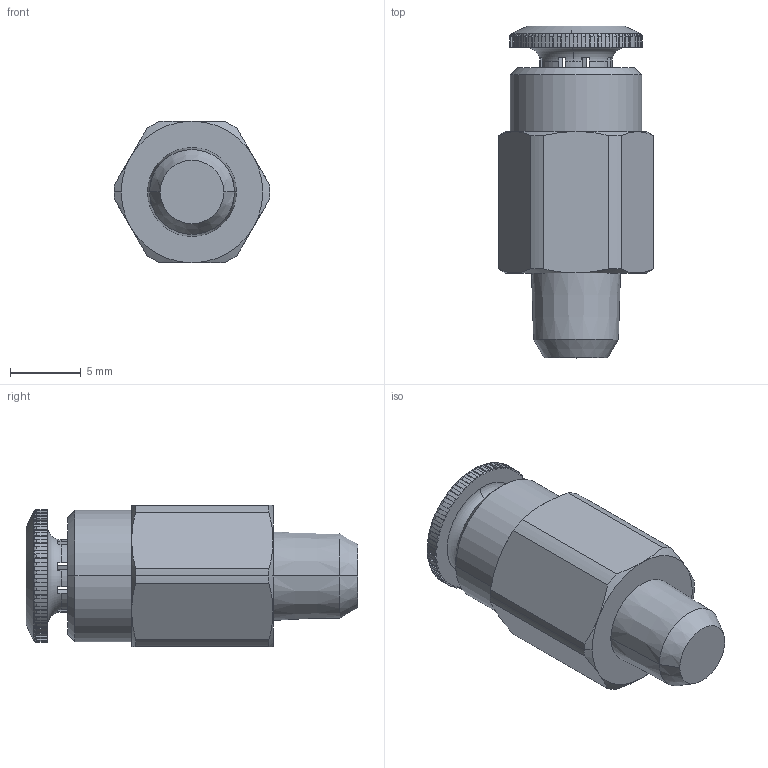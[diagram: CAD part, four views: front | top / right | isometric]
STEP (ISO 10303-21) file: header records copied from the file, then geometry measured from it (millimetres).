
FILE_DESCRIPTION (( 'STEP AP214' ), '1' );
FILE_NAME ('5800000001A.step', '2012-10-16T19:15:07', ( '' ), ( '' ), 'SwSTEP 2.0', 'SolidWorks 2012', '' );
FILE_SCHEMA (( 'AUTOMOTIVE_DESIGN' ));
Length unit declared in the file: millimetre
Products named in the file (1): 5800000001A
Bounding box: 11 x 23.46 x 10 mm (x, y, z)
Volume: 1409.5 mm3; surface area: 915 mm2
Topology: 1 solids, 1 shells, 284 faces, 836 edges, 550 vertices
Faces by surface type: plane 186, cylinder 70, cone 22, torus 6
Entity records: 10191 total; most frequent: CARTESIAN_POINT 2325, ORIENTED_EDGE 1672, DIRECTION 1416, EDGE_CURVE 836, VERTEX_POINT 550, AXIS2_PLACEMENT_3D 487, VECTOR 442, LINE 442
